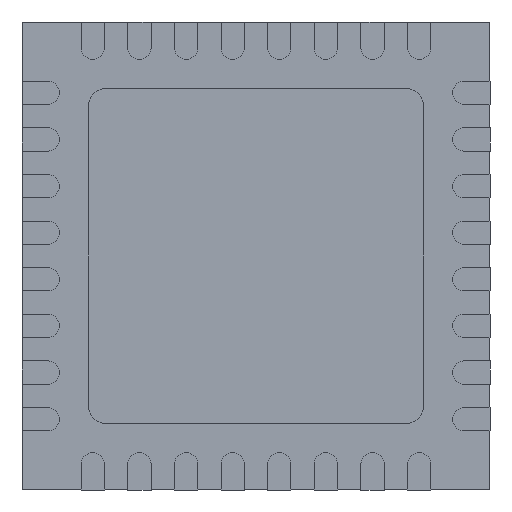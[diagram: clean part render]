
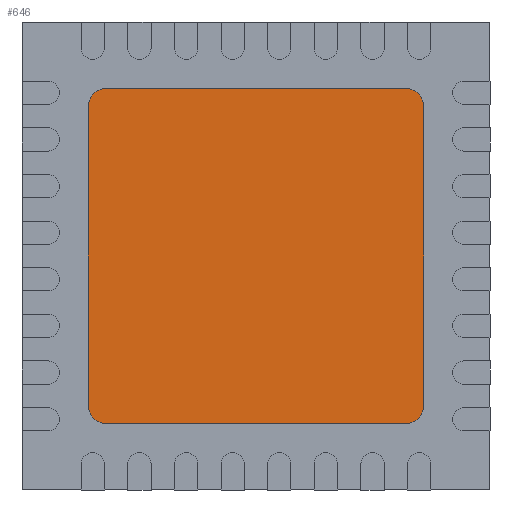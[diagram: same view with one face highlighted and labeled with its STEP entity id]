
A CAD part, front view. The second image highlights one B-rep face of the part: STEP entity #646.
In plain terms, the highlighted planar face has unit normal (0, -1, 0).
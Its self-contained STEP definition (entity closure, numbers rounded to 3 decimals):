
#646=ADVANCED_FACE('',(#1290),#1291,.T.);
#1290=FACE_OUTER_BOUND('',#1929,.T.);
#1291=PLANE('',#1930);
#1929=EDGE_LOOP('',(#3983,#3984,#3985,#3986,#3987,#3988,#3989,#3990));
#1930=AXIS2_PLACEMENT_3D('',#3991,#3992,#3993);
#3983=ORIENTED_EDGE('',*,*,#4828,.F.);
#3984=ORIENTED_EDGE('',*,*,#4839,.F.);
#3985=ORIENTED_EDGE('',*,*,#4836,.F.);
#3986=ORIENTED_EDGE('',*,*,#4833,.F.);
#3987=ORIENTED_EDGE('',*,*,#4830,.F.);
#3988=ORIENTED_EDGE('',*,*,#4818,.F.);
#3989=ORIENTED_EDGE('',*,*,#4822,.F.);
#3990=ORIENTED_EDGE('',*,*,#4825,.F.);
#3991=CARTESIAN_POINT('',(2.5,0.0,0.));
#3992=DIRECTION('',(0.,-1.0,0.));
#3993=DIRECTION('',(0.,0.0,-1.0));
#4818=EDGE_CURVE('',#6049,#6051,#6052,.T.);
#4822=EDGE_CURVE('',#6055,#6049,#6057,.T.);
#4825=EDGE_CURVE('',#6059,#6055,#6061,.T.);
#4828=EDGE_CURVE('',#6063,#6059,#6065,.T.);
#4830=EDGE_CURVE('',#6051,#6067,#6068,.T.);
#4833=EDGE_CURVE('',#6067,#6071,#6072,.T.);
#4836=EDGE_CURVE('',#6071,#6075,#6076,.T.);
#4839=EDGE_CURVE('',#6075,#6063,#6079,.T.);
#6049=VERTEX_POINT('',#7819);
#6051=VERTEX_POINT('',#7822);
#6052=LINE('',#7823,#7824);
#6055=VERTEX_POINT('',#7828);
#6057=CIRCLE('',#7831,0.2);
#6059=VERTEX_POINT('',#7833);
#6061=LINE('',#7836,#7837);
#6063=VERTEX_POINT('',#7839);
#6065=CIRCLE('',#7842,0.2);
#6067=VERTEX_POINT('',#7844);
#6068=CIRCLE('',#7845,0.2);
#6071=VERTEX_POINT('',#7849);
#6072=LINE('',#7850,#7851);
#6075=VERTEX_POINT('',#7855);
#6076=CIRCLE('',#7856,0.2);
#6079=LINE('',#7860,#7861);
#7819=CARTESIAN_POINT('',(4.3,0.,1.6));
#7822=CARTESIAN_POINT('',(4.3,0.,-1.6));
#7823=CARTESIAN_POINT('',(4.3,0.,1.6));
#7824=VECTOR('',#8609,1.0);
#7828=CARTESIAN_POINT('',(4.1,0.,1.8));
#7831=AXIS2_PLACEMENT_3D('',#8612,#8613,#8614);
#7833=CARTESIAN_POINT('',(0.9,0.,1.8));
#7836=CARTESIAN_POINT('',(0.9,0.,1.8));
#7837=VECTOR('',#8616,1.0);
#7839=CARTESIAN_POINT('',(0.7,0.,1.6));
#7842=AXIS2_PLACEMENT_3D('',#8618,#8619,#8620);
#7844=CARTESIAN_POINT('',(4.1,0.,-1.8));
#7845=AXIS2_PLACEMENT_3D('',#8621,#8622,#8623);
#7849=CARTESIAN_POINT('',(0.9,0.,-1.8));
#7850=CARTESIAN_POINT('',(0.9,0.,-1.8));
#7851=VECTOR('',#8625,1.0);
#7855=CARTESIAN_POINT('',(0.7,0.,-1.6));
#7856=AXIS2_PLACEMENT_3D('',#8627,#8628,#8629);
#7860=CARTESIAN_POINT('',(0.7,0.,1.6));
#7861=VECTOR('',#8631,1.0);
#8609=DIRECTION('',(0.,0.0,-1.0));
#8612=CARTESIAN_POINT('',(4.1,0.,1.6));
#8613=DIRECTION('',(0.,1.0,0.));
#8614=DIRECTION('',(0.,0.0,-1.0));
#8616=DIRECTION('',(1.0,0.,0.));
#8618=CARTESIAN_POINT('',(0.9,0.,1.6));
#8619=DIRECTION('',(0.,1.0,0.));
#8620=DIRECTION('',(0.,0.0,-1.0));
#8621=CARTESIAN_POINT('',(4.1,0.,-1.6));
#8622=DIRECTION('',(0.,1.0,0.));
#8623=DIRECTION('',(0.,0.0,-1.0));
#8625=DIRECTION('',(-1.0,0.,0.));
#8627=CARTESIAN_POINT('',(0.9,0.,-1.6));
#8628=DIRECTION('',(0.,1.0,0.));
#8629=DIRECTION('',(0.,0.0,-1.0));
#8631=DIRECTION('',(0.,0.0,1.0));
